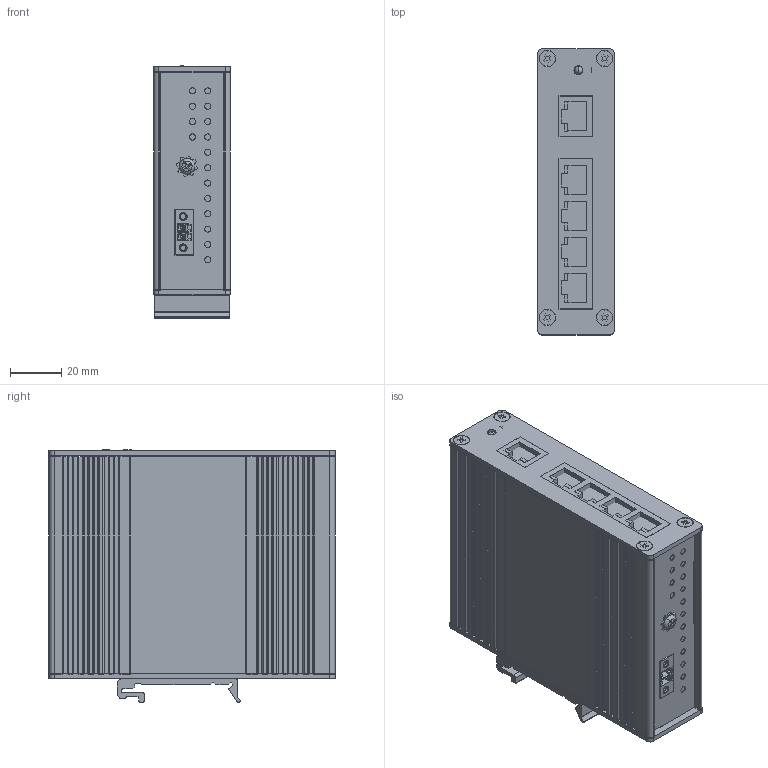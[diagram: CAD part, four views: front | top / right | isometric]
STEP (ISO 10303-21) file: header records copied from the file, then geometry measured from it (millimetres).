
FILE_DESCRIPTION (( 'STEP AP214' ), '1' );
FILE_NAME ('JetNet2205-ASY-3D-ID-2022_0708.STEP', '2022-07-18T08:29:48', ( '' ), ( '' ), 'SwSTEP 2.0', 'SolidWorks 2018', '' );
FILE_SCHEMA (( 'AUTOMOTIVE_DESIGN' ));
Length unit declared in the file: millimetre
Products named in the file (16): JetNet2205-ASY-3D-ID-2022_0708; 0-Screw-R-M3x6; 0-RJ-1x1-2205-2022; 2205-Rear; dinkle_ech350rm-5477-02p; 0-Screw-R-M3x6__w_]__w_]__w_].STEP; 2205-Bot; 0-RJ-1x4-2005-20140708; 2205-M; 0-LED-1x2-2005-top2-2014-IGS__w_]__w_]__w_].STEP; SCREW-ROUND-M3-WS-6L; JetNet2005-ASY-3D-ID-20140714-STEP1.STEP; 2205-front; 3D-Dinkit-29-ASY; 3D-DinKit-29-4W; 0-Screw-120-M3x6__w_]__w_]__w_].STEP
Assembly tree (23 placements, depth 3):
  JetNet2205-ASY-3D-ID-2022_0708
    JetNet2005-ASY-3D-ID-20140714-STEP1.STEP
      0-Screw-R-M3x6__w_]__w_]__w_].STEP  x4
      0-Screw-120-M3x6__w_]__w_]__w_].STEP  x4
      0-LED-1x2-2005-top2-2014-IGS__w_]__w_]__w_].STEP
    2205-Bot
    2205-Rear
    dinkle_ech350rm-5477-02p
    SCREW-ROUND-M3-WS-6L
    3D-Dinkit-29-ASY
      3D-DinKit-29-4W
      0-Screw-R-M3x6  x3
    2205-front
    2205-M
    0-RJ-1x1-2205-2022
    0-RJ-1x4-2005-20140708
Bounding box: 30 x 111.8 x 98.5 mm (x, y, z)
Volume: 309028 mm3; surface area: 73260.6 mm2
Topology: 21 solids, 21 shells, 1261 faces, 3467 edges, 2299 vertices
Faces by surface type: plane 709, cylinder 442, cone 86, bspline 18, sphere 4, torus 2
Entity records: 40828 total; most frequent: CARTESIAN_POINT 11207, ORIENTED_EDGE 5866, DIRECTION 5624, EDGE_CURVE 2933, VERTEX_POINT 1947, LINE 1938, VECTOR 1938, AXIS2_PLACEMENT_3D 1843
